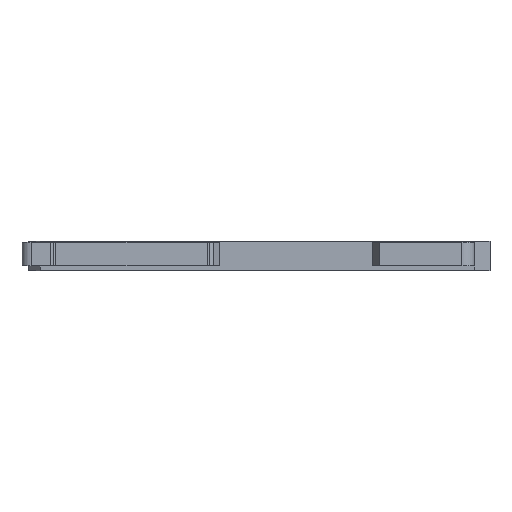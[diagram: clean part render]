
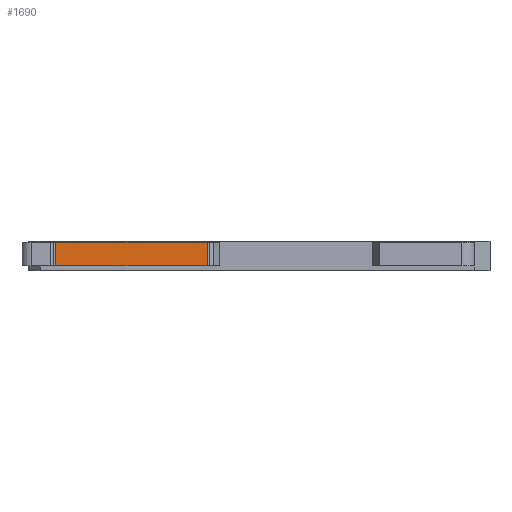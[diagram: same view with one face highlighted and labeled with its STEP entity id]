
A CAD part, front view. The second image highlights one B-rep face of the part: STEP entity #1690.
In plain terms, the highlighted planar face has unit normal (0, -1, 0).
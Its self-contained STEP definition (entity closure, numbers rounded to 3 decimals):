
#110 = CARTESIAN_POINT ( 'NONE',  ( 0., 3886.508, -2.05 ) ) ;
#111 = DIRECTION ( 'NONE',  ( -1., 0., 0. ) ) ;
#118 = CARTESIAN_POINT ( 'NONE',  ( 2376.458, 3886.508, 3.05 ) ) ;
#120 = DIRECTION ( 'NONE',  ( 0., 0., -1. ) ) ;
#178 = CARTESIAN_POINT ( 'NONE',  ( 0., 3886.508, 2.85 ) ) ;
#179 = DIRECTION ( 'NONE',  ( 1., 0., 0. ) ) ;
#356 = CARTESIAN_POINT ( 'NONE',  ( 2407.858, 3886.508, 2.85 ) ) ;
#361 = CARTESIAN_POINT ( 'NONE',  ( 2407.858, 3886.508, -2.05 ) ) ;
#1690 = ADVANCED_FACE ( 'NONE', ( #8664 ), #4754, .F. ) ;
#2527 = AXIS2_PLACEMENT_3D ( 'NONE', #4768, #4770, #4755 ) ;
#4514 = CARTESIAN_POINT ( 'NONE',  ( 2376.458, 3886.508, 2.85 ) ) ;
#4516 = CARTESIAN_POINT ( 'NONE',  ( 2376.458, 3886.508, -2.05 ) ) ;
#4754 = PLANE ( 'NONE',  #2527 ) ;
#4755 = DIRECTION ( 'NONE',  ( 0., 0., 1. ) ) ;
#4768 = CARTESIAN_POINT ( 'NONE',  ( 0., 3886.508, 3.05 ) ) ;
#4770 = DIRECTION ( 'NONE',  ( 0., 1., 0. ) ) ;
#4823 = EDGE_CURVE ( 'NONE', #7457, #7462, #9528, .T. ) ;
#4958 = VERTEX_POINT ( 'NONE', #4514 ) ;
#4959 = VERTEX_POINT ( 'NONE', #4516 ) ;
#5420 = CARTESIAN_POINT ( 'NONE',  ( 2407.858, 3886.508, 3.05 ) ) ;
#5430 = DIRECTION ( 'NONE',  ( 0., 0., -1. ) ) ;
#6904 = EDGE_LOOP ( 'NONE', ( #7623, #7602, #7628, #7592 ) ) ;
#7237 = LINE ( 'NONE', #110, #7240 ) ;
#7240 = VECTOR ( 'NONE', #111, 1000. ) ;
#7245 = LINE ( 'NONE', #118, #7248 ) ;
#7248 = VECTOR ( 'NONE', #120, 1000. ) ;
#7291 = LINE ( 'NONE', #178, #7294 ) ;
#7294 = VECTOR ( 'NONE', #179, 1000. ) ;
#7457 = VERTEX_POINT ( 'NONE', #356 ) ;
#7462 = VERTEX_POINT ( 'NONE', #361 ) ;
#7592 = ORIENTED_EDGE ( 'NONE', *, *, #10125, .T. ) ;
#7602 = ORIENTED_EDGE ( 'NONE', *, *, #4823, .F. ) ;
#7623 = ORIENTED_EDGE ( 'NONE', *, *, #10121, .F. ) ;
#7628 = ORIENTED_EDGE ( 'NONE', *, *, #10151, .F. ) ;
#8664 = FACE_OUTER_BOUND ( 'NONE', #6904, .T. ) ;
#9528 = LINE ( 'NONE', #5420, #9533 ) ;
#9533 = VECTOR ( 'NONE', #5430, 1000. ) ;
#10121 = EDGE_CURVE ( 'NONE', #7462, #4959, #7237, .T. ) ;
#10125 = EDGE_CURVE ( 'NONE', #4958, #4959, #7245, .T. ) ;
#10151 = EDGE_CURVE ( 'NONE', #4958, #7457, #7291, .T. ) ;
